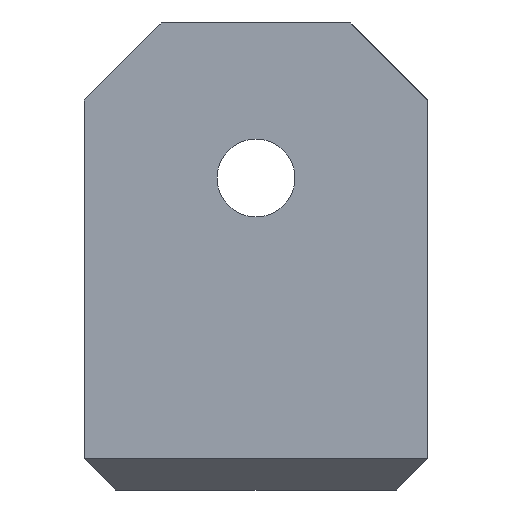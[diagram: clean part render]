
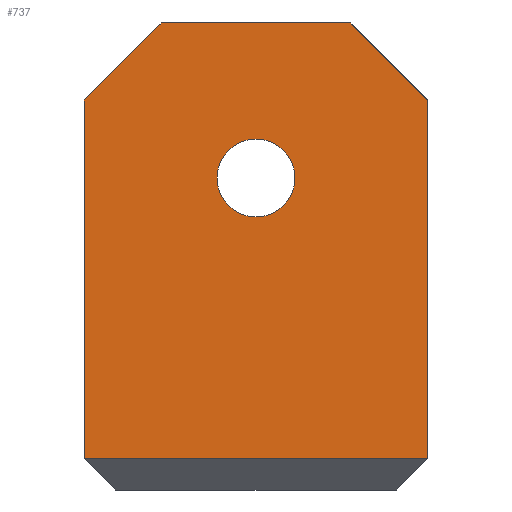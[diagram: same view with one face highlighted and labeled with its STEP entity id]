
A CAD part, left-side view. The second image highlights one B-rep face of the part: STEP entity #737.
In plain terms, the highlighted planar face has unit normal (-1, 0, 0).
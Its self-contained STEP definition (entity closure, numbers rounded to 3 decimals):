
#25 = DIRECTION ( 'NONE',  ( 0., 1., 0. ) ) ;
#31 = CARTESIAN_POINT ( 'NONE',  ( -24., 22., -5. ) ) ;
#39 = LINE ( 'NONE', #206, #94 ) ;
#57 = VERTEX_POINT ( 'NONE', #918 ) ;
#69 = EDGE_CURVE ( 'NONE', #57, #188, #1094, .T. ) ;
#75 = VECTOR ( 'NONE', #328, 1000. ) ;
#76 = ORIENTED_EDGE ( 'NONE', *, *, #371, .T. ) ;
#86 = DIRECTION ( 'NONE',  ( 1., 0., 0. ) ) ;
#91 = CARTESIAN_POINT ( 'NONE',  ( -24., 11., -10. ) ) ;
#94 = VECTOR ( 'NONE', #464, 1000. ) ;
#95 = DIRECTION ( 'NONE',  ( 0., 0., 1. ) ) ;
#105 = VERTEX_POINT ( 'NONE', #1007 ) ;
#116 = AXIS2_PLACEMENT_3D ( 'NONE', #91, #86, #705 ) ;
#125 = EDGE_CURVE ( 'NONE', #956, #57, #508, .T. ) ;
#130 = ORIENTED_EDGE ( 'NONE', *, *, #651, .T. ) ;
#131 = PLANE ( 'NONE',  #179 ) ;
#161 = CARTESIAN_POINT ( 'NONE',  ( -24., 11., -7.5 ) ) ;
#165 = VECTOR ( 'NONE', #256, 1000. ) ;
#169 = EDGE_CURVE ( 'NONE', #850, #561, #429, .T. ) ;
#173 = CARTESIAN_POINT ( 'NONE',  ( -24., 22., 0. ) ) ;
#179 = AXIS2_PLACEMENT_3D ( 'NONE', #384, #645, #1078 ) ;
#183 = CARTESIAN_POINT ( 'NONE',  ( -24., 22., -28. ) ) ;
#188 = VERTEX_POINT ( 'NONE', #356 ) ;
#195 = EDGE_CURVE ( 'NONE', #591, #927, #455, .T. ) ;
#206 = CARTESIAN_POINT ( 'NONE',  ( -24., 8.5, 8.5 ) ) ;
#210 = EDGE_LOOP ( 'NONE', ( #548, #257, #583, #816, #1030, #76 ) ) ;
#227 = ORIENTED_EDGE ( 'NONE', *, *, #195, .T. ) ;
#239 = CARTESIAN_POINT ( 'NONE',  ( -24., 2.5, -2.5 ) ) ;
#256 = DIRECTION ( 'NONE',  ( 0., 0., -1. ) ) ;
#257 = ORIENTED_EDGE ( 'NONE', *, *, #654, .T. ) ;
#268 = EDGE_LOOP ( 'NONE', ( #227, #130 ) ) ;
#296 = VECTOR ( 'NONE', #25, 1000. ) ;
#321 = EDGE_CURVE ( 'NONE', #188, #105, #544, .T. ) ;
#328 = DIRECTION ( 'NONE',  ( 0., 0.707, 0.707 ) ) ;
#356 = CARTESIAN_POINT ( 'NONE',  ( -24., 5., 0. ) ) ;
#371 = EDGE_CURVE ( 'NONE', #105, #850, #39, .T. ) ;
#384 = CARTESIAN_POINT ( 'NONE',  ( -24., 0., 0. ) ) ;
#392 = CIRCLE ( 'NONE', #767, 2.5 ) ;
#429 = LINE ( 'NONE', #173, #165 ) ;
#443 = LINE ( 'NONE', #1062, #585 ) ;
#455 = CIRCLE ( 'NONE', #116, 2.5 ) ;
#464 = DIRECTION ( 'NONE',  ( 0., 0.707, -0.707 ) ) ;
#496 = CARTESIAN_POINT ( 'NONE',  ( -24., 0., -30. ) ) ;
#508 = LINE ( 'NONE', #496, #959 ) ;
#544 = LINE ( 'NONE', #628, #296 ) ;
#547 = FACE_OUTER_BOUND ( 'NONE', #210, .T. ) ;
#548 = ORIENTED_EDGE ( 'NONE', *, *, #169, .T. ) ;
#561 = VERTEX_POINT ( 'NONE', #183 ) ;
#583 = ORIENTED_EDGE ( 'NONE', *, *, #125, .T. ) ;
#585 = VECTOR ( 'NONE', #784, 1000. ) ;
#591 = VERTEX_POINT ( 'NONE', #778 ) ;
#608 = CARTESIAN_POINT ( 'NONE',  ( -24., 11., -10. ) ) ;
#628 = CARTESIAN_POINT ( 'NONE',  ( -24., 0., 0. ) ) ;
#645 = DIRECTION ( 'NONE',  ( -1., 0., 0. ) ) ;
#651 = EDGE_CURVE ( 'NONE', #927, #591, #392, .T. ) ;
#654 = EDGE_CURVE ( 'NONE', #561, #956, #443, .T. ) ;
#705 = DIRECTION ( 'NONE',  ( 0., 0., 1. ) ) ;
#737 = ADVANCED_FACE ( 'NONE', ( #899, #547 ), #131, .T. ) ;
#767 = AXIS2_PLACEMENT_3D ( 'NONE', #608, #952, #95 ) ;
#778 = CARTESIAN_POINT ( 'NONE',  ( -24., 11., -12.5 ) ) ;
#784 = DIRECTION ( 'NONE',  ( 0., -1., 0. ) ) ;
#816 = ORIENTED_EDGE ( 'NONE', *, *, #69, .T. ) ;
#850 = VERTEX_POINT ( 'NONE', #31 ) ;
#899 = FACE_BOUND ( 'NONE', #268, .T. ) ;
#918 = CARTESIAN_POINT ( 'NONE',  ( -24., 0., -5. ) ) ;
#920 = DIRECTION ( 'NONE',  ( 0., 0., 1. ) ) ;
#927 = VERTEX_POINT ( 'NONE', #161 ) ;
#952 = DIRECTION ( 'NONE',  ( 1., 0., 0. ) ) ;
#956 = VERTEX_POINT ( 'NONE', #1103 ) ;
#959 = VECTOR ( 'NONE', #920, 1000. ) ;
#1007 = CARTESIAN_POINT ( 'NONE',  ( -24., 17., 0. ) ) ;
#1030 = ORIENTED_EDGE ( 'NONE', *, *, #321, .T. ) ;
#1062 = CARTESIAN_POINT ( 'NONE',  ( -24., 0., -28. ) ) ;
#1078 = DIRECTION ( 'NONE',  ( 0., 0., 1. ) ) ;
#1094 = LINE ( 'NONE', #239, #75 ) ;
#1103 = CARTESIAN_POINT ( 'NONE',  ( -24., 0., -28. ) ) ;
